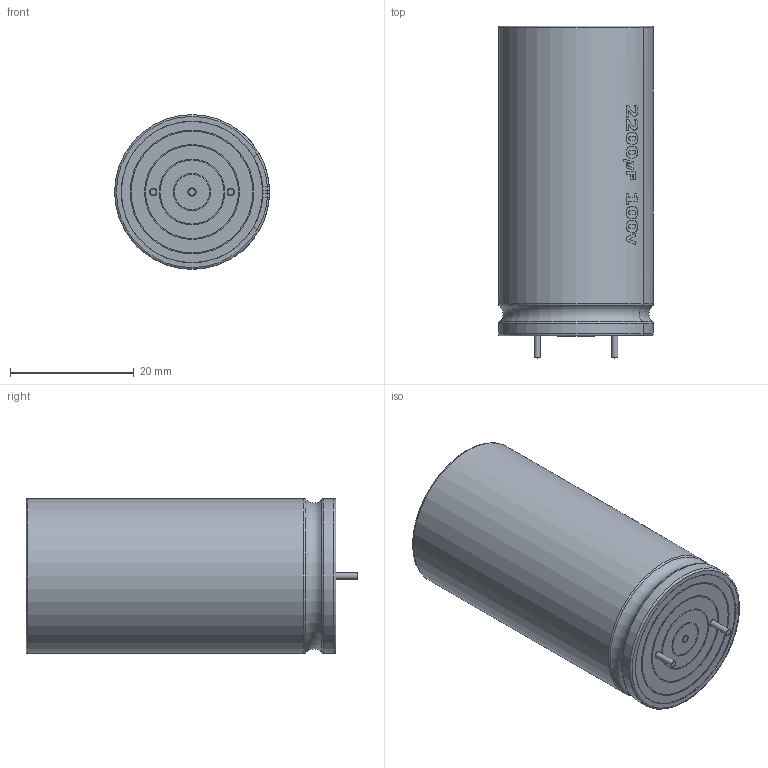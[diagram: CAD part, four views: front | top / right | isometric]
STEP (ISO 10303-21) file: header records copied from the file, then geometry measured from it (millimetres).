
FILE_DESCRIPTION(/* description */ (''),/* implementation_level */ '2;1');
FILE_NAME(/* name */ '2200uF 100V electr -25x50mm -P.diameter 12.5mm.stp',/* time_stamp */ '2022-03-11T22:47:43+01:00',/* author */ ('JOSE LUIS'),/* organization */ (''),/* preprocessor_version */ 'ST-DEVELOPER v18',/* originating_system */ 'Autodesk Inventor 2020',/* authorisation */ '');
FILE_SCHEMA (('AUTOMOTIVE_DESIGN { 1 0 10303 214 3 1 1 }'));
Length unit declared in the file: millimetre
Products named in the file (1): 2200uF 100V electr -25x50mm -P.diameter 12.5mm
Bounding box: 25 x 53.57 x 25 mm (x, y, z)
Volume: 24353.7 mm3; surface area: 4982.6 mm2
Topology: 3 solids, 3 shells, 123 faces, 503 edges, 417 vertices
Faces by surface type: cylinder 60, plane 38, torus 25
Full cylindrical faces by diameter (mm): 1 x2, 1.05 x1, 1.2 x2, 1.35 x1, 5.7 x1, 6 x1, 10.35 x1, 10.65 x1, 15 x1, 15.3 x1, 19.65 x1, 19.95 x1, 22.8 x2
Entity records: 6729 total; most frequent: CARTESIAN_POINT 2157, ORIENTED_EDGE 1006, DIRECTION 851, EDGE_CURVE 503, VERTEX_POINT 417, AXIS2_PLACEMENT_3D 354, CIRCLE 226, EDGE_LOOP 158
